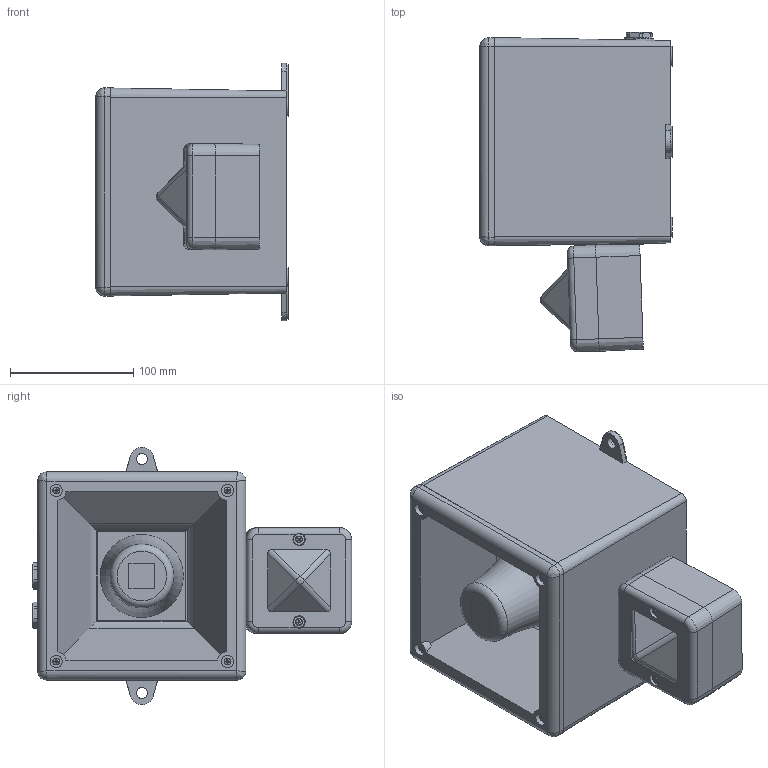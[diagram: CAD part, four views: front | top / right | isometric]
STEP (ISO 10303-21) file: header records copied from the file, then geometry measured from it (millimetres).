
FILE_DESCRIPTION (( 'STEP AP214' ), '1' );
FILE_NAME ('D221-05-201-3D_Issue_A.STEP', '2021-04-01T14:32:29', ( '' ), ( '' ), 'SwSTEP 2.0', 'SolidWorks 2020', '' );
FILE_SCHEMA (( 'AUTOMOTIVE_DESIGN' ));
Length unit declared in the file: millimetre
Products named in the file (13): L101 Lens; D221-05-001-3D_Issue_A; D1501_COMPRESSED; SK0263-L101X_Standard-3D_Issue_A_combo; Fibre washer; D4701_Issue_A -Basic; D221-05-201-3D_Issue_A; SCSSPL6x35-Basic; D151-50-001-3D_Issue_A-Basic; SCSSPL6x35; L101 BackBox Outline_combo; D4703_Issue_A-Basic; D4702_Issue_A-Basic_SOUNDER ONLY
Assembly tree (18 placements, depth 3):
  D221-05-201-3D_Issue_A
    D221-05-001-3D_Issue_A
      D4703_Issue_A-Basic
      D4701_Issue_A -Basic
      D4702_Issue_A-Basic_SOUNDER ONLY
      SCSSPL6x35-Basic  x4
      D151-50-001-3D_Issue_A-Basic  x2
    SK0263-L101X_Standard-3D_Issue_A_combo
      SCSSPL6x35  x2
      Fibre washer  x2
      L101 BackBox Outline_combo
      L101 Lens
    D1501_COMPRESSED
Bounding box: 156.5 x 259.34 x 208.93 mm (x, y, z)
Volume: 1993314.5 mm3; surface area: 423388.1 mm2
Topology: 17 solids, 17 shells, 562 faces, 1317 edges, 800 vertices
Faces by surface type: plane 263, cylinder 200, bspline 46, cone 39, torus 10, sphere 4
Full cylindrical faces by diameter (mm): 2.5 x2, 2.6 x4, 2.95 x2, 4.4 x2, 5 x4, 5.5 x6, 9 x4, 9.1 x2, 10 x6, 11 x2, 12 x2, 16 x2, 17.8 x2, 20.5 x2, 21 x2, 24 x2
Entity records: 18793 total; most frequent: CARTESIAN_POINT 10206, DIRECTION 1647, ORIENTED_EDGE 1604, EDGE_CURVE 802, AXIS2_PLACEMENT_3D 606, VERTEX_POINT 532, EDGE_LOOP 480, VECTOR 435
